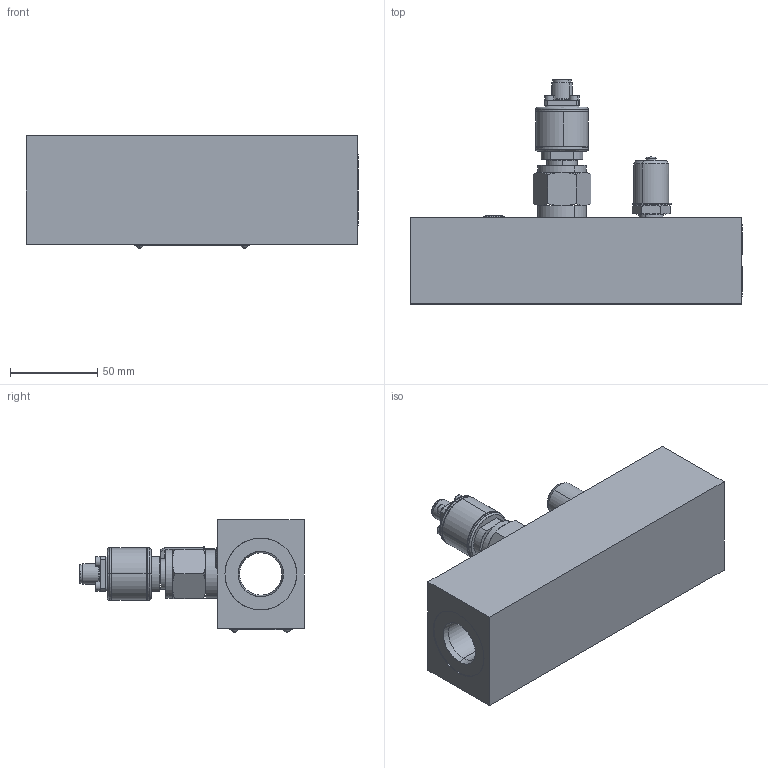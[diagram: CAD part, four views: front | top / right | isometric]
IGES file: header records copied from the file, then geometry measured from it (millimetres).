
Start section: SolidWorks IGES file using analytic representation for surfaces
Global section: file name: ECA'LT60-FM-S-S-6.IGS; native system: SolidWorks 2011; preprocessor: SolidWorks 2011; author: afp; date: 130327.100606; units: millimetre
Bounding box: 190 x 128.33 x 64.29 mm (x, y, z)
Surface area: 68274 mm2 (no closed solid volume)
Topology: 0 solids, 0 shells, 288 faces, 4216 edges, 4208 vertices
Faces by surface type: revolution 149, bspline 139
